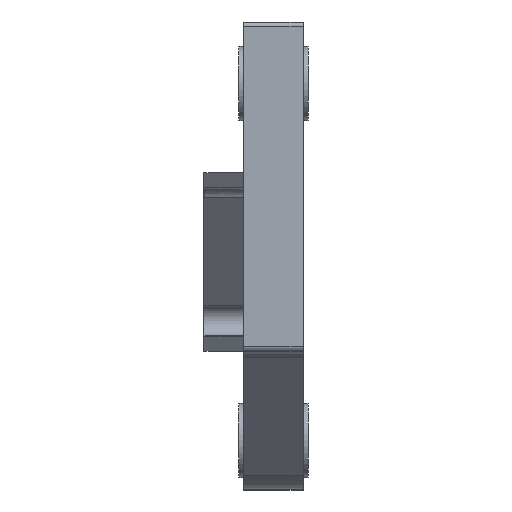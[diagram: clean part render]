
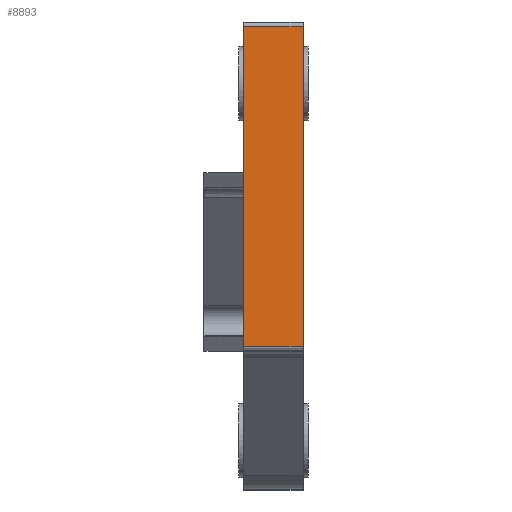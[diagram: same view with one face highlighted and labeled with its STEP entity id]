
A CAD part, left-side view. The second image highlights one B-rep face of the part: STEP entity #8893.
In plain terms, the highlighted planar face has unit normal (-1, 0, 0).
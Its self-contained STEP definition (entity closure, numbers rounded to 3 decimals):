
#438=FACE_OUTER_BOUND('',#981,.T.);
#981=EDGE_LOOP('',(#6297,#6298,#6299,#6300));
#1520=LINE('',#13398,#2370);
#1557=LINE('',#13549,#2407);
#1641=LINE('',#13890,#2491);
#1642=LINE('',#13891,#2492);
#2370=VECTOR('',#10491,10.);
#2407=VECTOR('',#10608,10.);
#2491=VECTOR('',#10938,10.);
#2492=VECTOR('',#10939,10.);
#3755=VERTEX_POINT('',#13395);
#3756=VERTEX_POINT('',#13397);
#3829=VERTEX_POINT('',#13546);
#3830=VERTEX_POINT('',#13548);
#4627=EDGE_CURVE('',#3755,#3756,#1520,.T.);
#4702=EDGE_CURVE('',#3829,#3830,#1557,.T.);
#4871=EDGE_CURVE('',#3830,#3755,#1641,.T.);
#4872=EDGE_CURVE('',#3756,#3829,#1642,.T.);
#6297=ORIENTED_EDGE('',*,*,#4871,.F.);
#6298=ORIENTED_EDGE('',*,*,#4702,.F.);
#6299=ORIENTED_EDGE('',*,*,#4872,.F.);
#6300=ORIENTED_EDGE('',*,*,#4627,.F.);
#8655=PLANE('',#9565);
#8893=ADVANCED_FACE('',(#438),#8655,.T.);
#9565=AXIS2_PLACEMENT_3D('',#13889,#10936,#10937);
#10491=DIRECTION('',(0.,0.,1.));
#10608=DIRECTION('',(0.,0.,-1.));
#10936=DIRECTION('center_axis',(-1.,0.,0.));
#10937=DIRECTION('ref_axis',(0.,0.,1.));
#10938=DIRECTION('',(0.,1.,0.));
#10939=DIRECTION('',(0.,-1.,0.));
#13395=CARTESIAN_POINT('',(-261.,3.,-8.5));
#13397=CARTESIAN_POINT('',(-261.,3.,23.7));
#13398=CARTESIAN_POINT('',(-261.,3.,-13.004));
#13546=CARTESIAN_POINT('',(-261.,-3.,23.7));
#13548=CARTESIAN_POINT('',(-261.,-3.,-8.5));
#13549=CARTESIAN_POINT('',(-261.,-3.,-13.004));
#13889=CARTESIAN_POINT('Origin',(-261.,0.,-13.004));
#13890=CARTESIAN_POINT('',(-261.,1.5,-8.5));
#13891=CARTESIAN_POINT('',(-261.,1.5,23.7));
